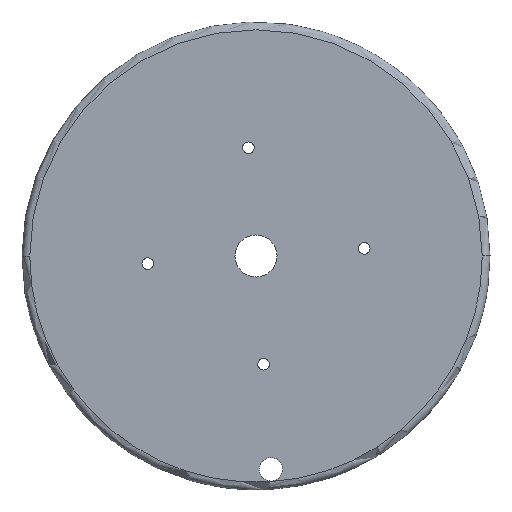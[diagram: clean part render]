
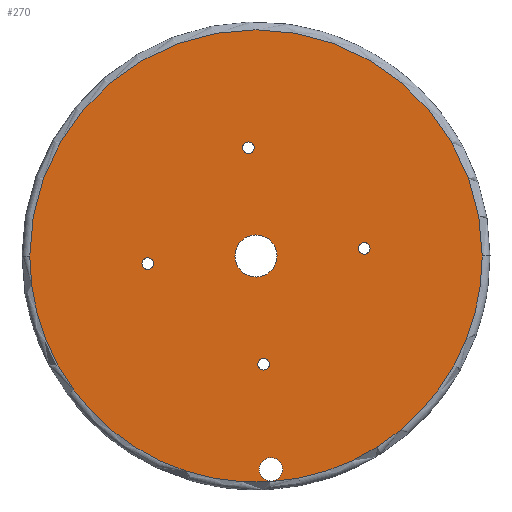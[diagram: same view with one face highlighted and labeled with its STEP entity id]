
A CAD part, front view. The second image highlights one B-rep face of the part: STEP entity #270.
In plain terms, the highlighted planar face has unit normal (0, -1, 0).
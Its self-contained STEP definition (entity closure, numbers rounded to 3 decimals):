
#8 = VERTEX_POINT ( 'NONE', #731 ) ;
#17 = AXIS2_PLACEMENT_3D ( 'NONE', #569, #149, #519 ) ;
#29 = CARTESIAN_POINT ( 'NONE',  ( 437.93, 52.3, 58.601 ) ) ;
#36 = EDGE_LOOP ( 'NONE', ( #262, #672 ) ) ;
#41 = VERTEX_POINT ( 'NONE', #511 ) ;
#44 = AXIS2_PLACEMENT_3D ( 'NONE', #85, #722, #369 ) ;
#45 = ORIENTED_EDGE ( 'NONE', *, *, #584, .T. ) ;
#49 = DIRECTION ( 'NONE',  ( 0., 1., 0. ) ) ;
#54 = CIRCLE ( 'NONE', #109, 0.75 ) ;
#59 = DIRECTION ( 'NONE',  ( 0., 1., 0. ) ) ;
#68 = FACE_BOUND ( 'NONE', #632, .T. ) ;
#70 = DIRECTION ( 'NONE',  ( 0.191, 0., -0.982 ) ) ;
#73 = CARTESIAN_POINT ( 'NONE',  ( 437.787, 52.3, 59.338 ) ) ;
#84 = CIRCLE ( 'NONE', #396, 2.7 ) ;
#85 = CARTESIAN_POINT ( 'NONE',  ( 417.979, 52.3, -32.954 ) ) ;
#88 = CARTESIAN_POINT ( 'NONE',  ( 439.869, 52.3, 30.869 ) ) ;
#95 = CIRCLE ( 'NONE', #680, 0.75 ) ;
#98 = DIRECTION ( 'NONE',  ( 0., 1., 0. ) ) ;
#109 = AXIS2_PLACEMENT_3D ( 'NONE', #29, #673, #269 ) ;
#113 = CARTESIAN_POINT ( 'NONE',  ( 425.034, 52.3, 43.766 ) ) ;
#115 = CARTESIAN_POINT ( 'NONE',  ( 438.9, 52.3, 44.735 ) ) ;
#124 = DIRECTION ( 'NONE',  ( 0., 1., 0. ) ) ;
#126 = EDGE_CURVE ( 'NONE', #468, #614, #392, .T. ) ;
#127 = ORIENTED_EDGE ( 'NONE', *, *, #478, .T. ) ;
#132 = CIRCLE ( 'NONE', #575, 29. ) ;
#139 = DIRECTION ( 'NONE',  ( 0.191, 0., -0.982 ) ) ;
#140 = EDGE_LOOP ( 'NONE', ( #543, #127 ) ) ;
#143 = EDGE_CURVE ( 'NONE', #461, #503, #690, .T. ) ;
#149 = DIRECTION ( 'NONE',  ( 0., 1., 0. ) ) ;
#169 = CARTESIAN_POINT ( 'NONE',  ( 452.909, 52.3, 44.969 ) ) ;
#179 = AXIS2_PLACEMENT_3D ( 'NONE', #388, #98, #582 ) ;
#181 = VERTEX_POINT ( 'NONE', #183 ) ;
#182 = DIRECTION ( 'NONE',  ( -0.191, 0., 0.982 ) ) ;
#183 = CARTESIAN_POINT ( 'NONE',  ( 467.9, 52.3, 44.735 ) ) ;
#195 = DIRECTION ( 'NONE',  ( 0., 1., 0. ) ) ;
#198 = EDGE_CURVE ( 'NONE', #550, #290, #95, .T. ) ;
#242 = AXIS2_PLACEMENT_3D ( 'NONE', #534, #59, #760 ) ;
#251 = DIRECTION ( 'NONE',  ( 0., 1., 0. ) ) ;
#257 = AXIS2_PLACEMENT_3D ( 'NONE', #653, #124, #70 ) ;
#262 = ORIENTED_EDGE ( 'NONE', *, *, #385, .T. ) ;
#269 = DIRECTION ( 'NONE',  ( 0.191, 0., -0.982 ) ) ;
#270 = ADVANCED_FACE ( 'NONE', ( #68, #719, #302, #725, #439, #380, #546 ), #613, .F. ) ;
#281 = EDGE_CURVE ( 'NONE', #181, #41, #132, .T. ) ;
#284 = DIRECTION ( 'NONE',  ( 0., 1., 0. ) ) ;
#290 = VERTEX_POINT ( 'NONE', #555 ) ;
#293 = EDGE_LOOP ( 'NONE', ( #338, #437 ) ) ;
#299 = CARTESIAN_POINT ( 'NONE',  ( 438.9, 52.3, 44.735 ) ) ;
#301 = EDGE_CURVE ( 'NONE', #598, #430, #325, .T. ) ;
#302 = FACE_BOUND ( 'NONE', #293, .T. ) ;
#303 = EDGE_LOOP ( 'NONE', ( #723, #652 ) ) ;
#304 = CARTESIAN_POINT ( 'NONE',  ( 452.623, 52.3, 46.441 ) ) ;
#307 = CARTESIAN_POINT ( 'NONE',  ( 438.9, 52.3, 44.735 ) ) ;
#318 = CARTESIAN_POINT ( 'NONE',  ( 438.9, 52.3, 44.735 ) ) ;
#320 = DIRECTION ( 'NONE',  ( 0., 1., 0. ) ) ;
#321 = CARTESIAN_POINT ( 'NONE',  ( 439.415, 52.3, 42.085 ) ) ;
#325 = CIRCLE ( 'NONE', #599, 0.75 ) ;
#333 = CARTESIAN_POINT ( 'NONE',  ( 452.766, 52.3, 45.705 ) ) ;
#338 = ORIENTED_EDGE ( 'NONE', *, *, #438, .T. ) ;
#340 = AXIS2_PLACEMENT_3D ( 'NONE', #115, #349, #510 ) ;
#349 = DIRECTION ( 'NONE',  ( 0., 1., 0. ) ) ;
#350 = EDGE_CURVE ( 'NONE', #402, #480, #750, .T. ) ;
#357 = DIRECTION ( 'NONE',  ( 0.191, 0., -0.982 ) ) ;
#361 = ORIENTED_EDGE ( 'NONE', *, *, #281, .T. ) ;
#364 = DIRECTION ( 'NONE',  ( 0.191, 0., -0.982 ) ) ;
#369 = DIRECTION ( 'NONE',  ( 1., 0., 0. ) ) ;
#371 = DIRECTION ( 'NONE',  ( 0., -1., 0. ) ) ;
#380 = FACE_BOUND ( 'NONE', #560, .T. ) ;
#385 = EDGE_CURVE ( 'NONE', #430, #598, #54, .T. ) ;
#388 = CARTESIAN_POINT ( 'NONE',  ( 425.034, 52.3, 43.766 ) ) ;
#392 = CIRCLE ( 'NONE', #518, 0.75 ) ;
#396 = AXIS2_PLACEMENT_3D ( 'NONE', #307, #251, #182 ) ;
#402 = VERTEX_POINT ( 'NONE', #741 ) ;
#407 = CARTESIAN_POINT ( 'NONE',  ( 452.766, 52.3, 45.705 ) ) ;
#419 = DIRECTION ( 'NONE',  ( -1., 0., 0. ) ) ;
#430 = VERTEX_POINT ( 'NONE', #453 ) ;
#434 = CIRCLE ( 'NONE', #645, 0.75 ) ;
#436 = DIRECTION ( 'NONE',  ( 0., -1., 0. ) ) ;
#437 = ORIENTED_EDGE ( 'NONE', *, *, #717, .T. ) ;
#438 = EDGE_CURVE ( 'NONE', #734, #8, #691, .T. ) ;
#439 = FACE_BOUND ( 'NONE', #140, .T. ) ;
#451 = ORIENTED_EDGE ( 'NONE', *, *, #609, .T. ) ;
#452 = DIRECTION ( 'NONE',  ( 0.191, 0., -0.982 ) ) ;
#453 = CARTESIAN_POINT ( 'NONE',  ( 438.073, 52.3, 57.865 ) ) ;
#461 = VERTEX_POINT ( 'NONE', #629 ) ;
#468 = VERTEX_POINT ( 'NONE', #169 ) ;
#478 = EDGE_CURVE ( 'NONE', #290, #550, #751, .T. ) ;
#480 = VERTEX_POINT ( 'NONE', #321 ) ;
#483 = EDGE_CURVE ( 'NONE', #614, #468, #434, .T. ) ;
#499 = ORIENTED_EDGE ( 'NONE', *, *, #350, .T. ) ;
#503 = VERTEX_POINT ( 'NONE', #529 ) ;
#505 = CARTESIAN_POINT ( 'NONE',  ( 440.013, 52.3, 30.133 ) ) ;
#510 = DIRECTION ( 'NONE',  ( -0.191, 0., 0.982 ) ) ;
#511 = CARTESIAN_POINT ( 'NONE',  ( 409.9, 52.3, 44.735 ) ) ;
#518 = AXIS2_PLACEMENT_3D ( 'NONE', #407, #284, #357 ) ;
#519 = DIRECTION ( 'NONE',  ( 0.191, 0., -0.982 ) ) ;
#529 = CARTESIAN_POINT ( 'NONE',  ( 441.099, 52.3, 15.906 ) ) ;
#534 = CARTESIAN_POINT ( 'NONE',  ( 440.813, 52.3, 17.378 ) ) ;
#542 = CARTESIAN_POINT ( 'NONE',  ( 437.93, 52.3, 58.601 ) ) ;
#543 = ORIENTED_EDGE ( 'NONE', *, *, #198, .T. ) ;
#546 = FACE_OUTER_BOUND ( 'NONE', #655, .T. ) ;
#550 = VERTEX_POINT ( 'NONE', #592 ) ;
#554 = CIRCLE ( 'NONE', #718, 29. ) ;
#555 = CARTESIAN_POINT ( 'NONE',  ( 424.891, 52.3, 44.502 ) ) ;
#560 = EDGE_LOOP ( 'NONE', ( #451, #603 ) ) ;
#569 = CARTESIAN_POINT ( 'NONE',  ( 439.869, 52.3, 30.869 ) ) ;
#575 = AXIS2_PLACEMENT_3D ( 'NONE', #318, #436, #658 ) ;
#582 = DIRECTION ( 'NONE',  ( 0.191, 0., -0.982 ) ) ;
#584 = EDGE_CURVE ( 'NONE', #41, #181, #554, .T. ) ;
#592 = CARTESIAN_POINT ( 'NONE',  ( 425.177, 52.3, 43.029 ) ) ;
#596 = AXIS2_PLACEMENT_3D ( 'NONE', #88, #320, #452 ) ;
#598 = VERTEX_POINT ( 'NONE', #73 ) ;
#599 = AXIS2_PLACEMENT_3D ( 'NONE', #542, #195, #139 ) ;
#603 = ORIENTED_EDGE ( 'NONE', *, *, #143, .T. ) ;
#609 = EDGE_CURVE ( 'NONE', #503, #461, #647, .T. ) ;
#613 = PLANE ( 'NONE',  #44 ) ;
#614 = VERTEX_POINT ( 'NONE', #304 ) ;
#625 = EDGE_CURVE ( 'NONE', #480, #402, #84, .T. ) ;
#629 = CARTESIAN_POINT ( 'NONE',  ( 440.527, 52.3, 18.85 ) ) ;
#632 = EDGE_LOOP ( 'NONE', ( #697, #499 ) ) ;
#637 = DIRECTION ( 'NONE',  ( 0.191, 0., -0.982 ) ) ;
#641 = CIRCLE ( 'NONE', #596, 0.75 ) ;
#645 = AXIS2_PLACEMENT_3D ( 'NONE', #333, #729, #637 ) ;
#647 = CIRCLE ( 'NONE', #257, 1.5 ) ;
#652 = ORIENTED_EDGE ( 'NONE', *, *, #483, .T. ) ;
#653 = CARTESIAN_POINT ( 'NONE',  ( 440.813, 52.3, 17.378 ) ) ;
#655 = EDGE_LOOP ( 'NONE', ( #45, #361 ) ) ;
#658 = DIRECTION ( 'NONE',  ( -1., 0., 0. ) ) ;
#672 = ORIENTED_EDGE ( 'NONE', *, *, #301, .T. ) ;
#673 = DIRECTION ( 'NONE',  ( 0., 1., 0. ) ) ;
#680 = AXIS2_PLACEMENT_3D ( 'NONE', #113, #49, #364 ) ;
#690 = CIRCLE ( 'NONE', #242, 1.5 ) ;
#691 = CIRCLE ( 'NONE', #17, 0.75 ) ;
#697 = ORIENTED_EDGE ( 'NONE', *, *, #625, .T. ) ;
#717 = EDGE_CURVE ( 'NONE', #8, #734, #641, .T. ) ;
#718 = AXIS2_PLACEMENT_3D ( 'NONE', #299, #371, #419 ) ;
#719 = FACE_BOUND ( 'NONE', #303, .T. ) ;
#722 = DIRECTION ( 'NONE',  ( 0., 1., 0. ) ) ;
#723 = ORIENTED_EDGE ( 'NONE', *, *, #126, .T. ) ;
#725 = FACE_BOUND ( 'NONE', #36, .T. ) ;
#729 = DIRECTION ( 'NONE',  ( 0., 1., 0. ) ) ;
#731 = CARTESIAN_POINT ( 'NONE',  ( 439.726, 52.3, 31.605 ) ) ;
#734 = VERTEX_POINT ( 'NONE', #505 ) ;
#741 = CARTESIAN_POINT ( 'NONE',  ( 438.385, 52.3, 47.386 ) ) ;
#750 = CIRCLE ( 'NONE', #340, 2.7 ) ;
#751 = CIRCLE ( 'NONE', #179, 0.75 ) ;
#760 = DIRECTION ( 'NONE',  ( 0.191, 0., -0.982 ) ) ;
